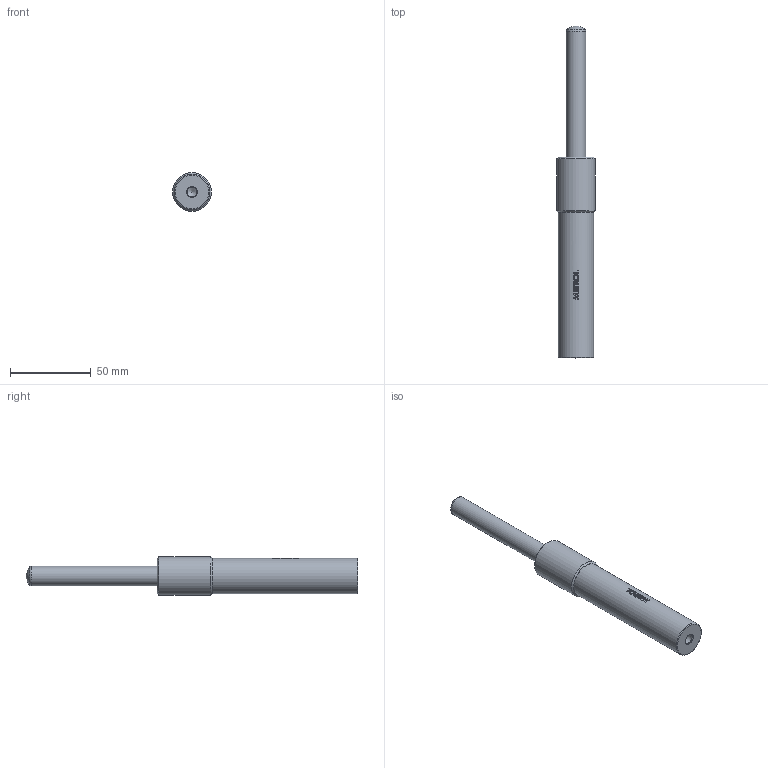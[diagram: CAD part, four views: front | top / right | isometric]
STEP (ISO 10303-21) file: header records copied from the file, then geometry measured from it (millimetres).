
FILE_DESCRIPTION (( 'STEP AP214' ), '1' );
FILE_NAME ('MNE24-080.STEP', '2019-07-17T09:16:18', ( '' ), ( '' ), 'SwSTEP 2.0', 'SolidWorks 2014', '' );
FILE_SCHEMA (( 'AUTOMOTIVE_DESIGN' ));
Length unit declared in the file: millimetre
Products named in the file (3): MNE24 PISTON_PIST-MNE24-080; MNE24 BODY_BODY-MNE24-080; MNE24-080
Assembly tree (2 placements, depth 2):
  MNE24-080
    MNE24 BODY_BODY-MNE24-080
    MNE24 PISTON_PIST-MNE24-080
Bounding box: 24 x 204.95 x 24 mm (x, y, z)
Volume: 36396.5 mm3; surface area: 19325.2 mm2
Topology: 2 solids, 2 shells, 102 faces, 269 edges, 178 vertices
Faces by surface type: plane 64, cylinder 18, bspline 13, cone 4, torus 2, sphere 1
Full cylindrical faces by diameter (mm): 6 x1, 12 x2, 18 x2, 21.7 x1, 24 x1
Entity records: 4436 total; most frequent: CARTESIAN_POINT 1397, ORIENTED_EDGE 454, DIRECTION 413, EDGE_CURVE 227, VERTEX_POINT 158, AXIS2_PLACEMENT_3D 142, LINE 129, VECTOR 129
